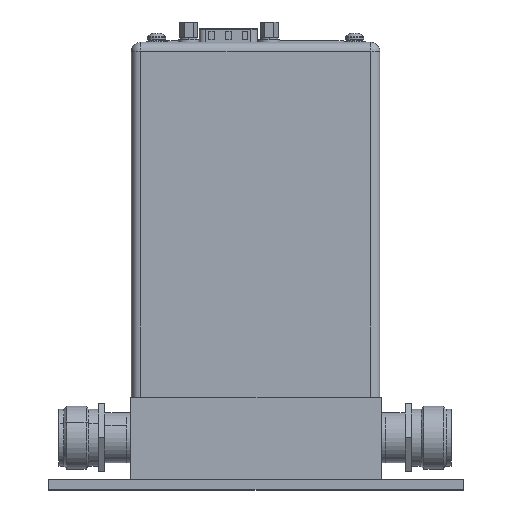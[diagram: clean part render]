
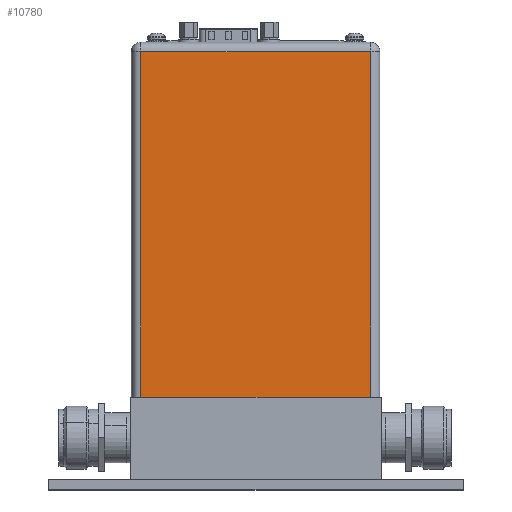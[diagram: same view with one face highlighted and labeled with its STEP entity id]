
A CAD part, top view. The second image highlights one B-rep face of the part: STEP entity #10780.
In plain terms, the highlighted planar face has unit normal (0, 0, 1).
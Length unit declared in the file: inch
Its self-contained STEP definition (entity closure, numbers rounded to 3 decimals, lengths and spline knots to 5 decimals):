
#9670=DIRECTION('',(0.,1.,0.));
#9671=VECTOR('',#9670,4.14);
#9672=CARTESIAN_POINT('',(1.3775,0.,1.425));
#9673=LINE('',#9672,#9671);
#9678=DIRECTION('',(-1.,0.,0.));
#9679=VECTOR('',#9678,2.755);
#9680=CARTESIAN_POINT('',(1.3775,0.,1.425));
#9681=LINE('',#9680,#9679);
#9686=DIRECTION('',(0.,-1.,0.));
#9687=VECTOR('',#9686,4.14);
#9688=CARTESIAN_POINT('',(-1.3775,4.14,1.425));
#9689=LINE('',#9688,#9687);
#9860=DIRECTION('',(-1.,0.,0.));
#9861=VECTOR('',#9860,2.755);
#9862=CARTESIAN_POINT('',(1.3775,4.14,1.425));
#9863=LINE('',#9862,#9861);
#10466=CARTESIAN_POINT('',(1.3775,0.,1.425));
#10468=VERTEX_POINT('',#10466);
#10480=CARTESIAN_POINT('',(-1.3775,0.,1.425));
#10481=VERTEX_POINT('',#10480);
#10638=CARTESIAN_POINT('',(1.3775,4.14,1.425));
#10639=VERTEX_POINT('',#10638);
#10640=CARTESIAN_POINT('',(-1.3775,4.14,1.425));
#10641=VERTEX_POINT('',#10640);
#10767=CARTESIAN_POINT('',(-1.4875,0.,1.425));
#10768=DIRECTION('',(0.,0.,1.));
#10769=DIRECTION('',(1.,0.,0.));
#10770=AXIS2_PLACEMENT_3D('',#10767,#10768,#10769);
#10771=PLANE('',#10770);
#10772=ORIENTED_EDGE('',*,*,#10758,.F.);
#10773=ORIENTED_EDGE('',*,*,#10729,.T.);
#10775=ORIENTED_EDGE('',*,*,#10774,.F.);
#10777=ORIENTED_EDGE('',*,*,#10776,.F.);
#10778=EDGE_LOOP('',(#10772,#10773,#10775,#10777));
#10779=FACE_OUTER_BOUND('',#10778,.F.);
#10780=ADVANCED_FACE('',(#10779),#10771,.T.);
#10729=EDGE_CURVE('',#10468,#10481,#9681,.T.);
#10758=EDGE_CURVE('',#10468,#10639,#9673,.T.);
#10774=EDGE_CURVE('',#10641,#10481,#9689,.T.);
#10776=EDGE_CURVE('',#10639,#10641,#9863,.T.);
